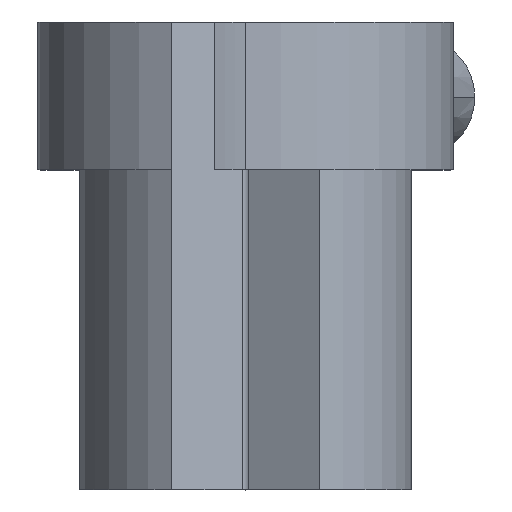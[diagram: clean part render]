
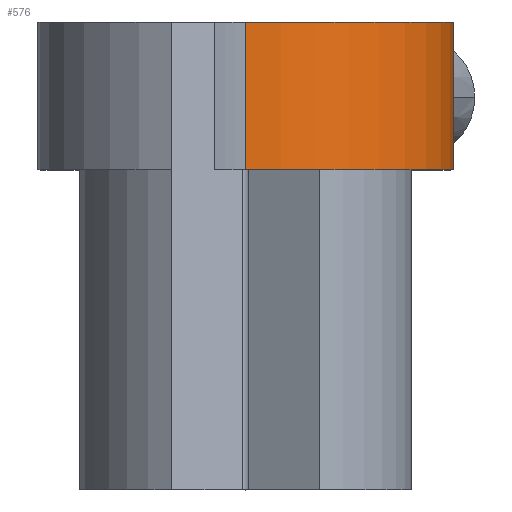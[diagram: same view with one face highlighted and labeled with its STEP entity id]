
A CAD part, top view. The second image highlights one B-rep face of the part: STEP entity #576.
In plain terms, the highlighted cylindrical face has radius 16.92 mm (diameter 33.84 mm), a partial arc.
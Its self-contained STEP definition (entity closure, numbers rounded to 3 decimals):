
#438 = ORIENTED_EDGE ( 'NONE', *, *, #446, .T. ) ;
#440 = VERTEX_POINT ( 'NONE', #1062 ) ;
#441 = EDGE_CURVE ( 'NONE', #594, #586, #1061, .T. ) ;
#445 = ORIENTED_EDGE ( 'NONE', *, *, #592, .T. ) ;
#446 = EDGE_CURVE ( 'NONE', #447, #440, #1050, .T. ) ;
#447 = VERTEX_POINT ( 'NONE', #1045 ) ;
#576 = ADVANCED_FACE ( 'NONE', ( #1231 ), #1230, .T. ) ;
#581 = ORIENTED_EDGE ( 'NONE', *, *, #582, .F. ) ;
#582 = EDGE_CURVE ( 'NONE', #447, #594, #1219, .T. ) ;
#583 = EDGE_LOOP ( 'NONE', ( #438, #445, #593, #581 ) ) ;
#586 = VERTEX_POINT ( 'NONE', #1203 ) ;
#592 = EDGE_CURVE ( 'NONE', #440, #586, #1296, .T. ) ;
#593 = ORIENTED_EDGE ( 'NONE', *, *, #441, .F. ) ;
#594 = VERTEX_POINT ( 'NONE', #1292 ) ;
#1045 = CARTESIAN_POINT ( 'NONE',  ( 0., 25.999, 16.92 ) ) ;
#1046 = DIRECTION ( 'NONE',  ( 0., 0., 1. ) ) ;
#1047 = DIRECTION ( 'NONE',  ( 0., 1., 0. ) ) ;
#1048 = CARTESIAN_POINT ( 'NONE',  ( 0., 25.999, 0. ) ) ;
#1049 = AXIS2_PLACEMENT_3D ( 'NONE', #1048, #1047, #1046 ) ;
#1050 = CIRCLE ( 'NONE', #1049, 16.92 ) ;
#1057 = DIRECTION ( 'NONE',  ( 0., 0., 1. ) ) ;
#1058 = DIRECTION ( 'NONE',  ( 0., 1., 0. ) ) ;
#1059 = CARTESIAN_POINT ( 'NONE',  ( 0., 37.999, 0. ) ) ;
#1060 = AXIS2_PLACEMENT_3D ( 'NONE', #1059, #1058, #1057 ) ;
#1061 = CIRCLE ( 'NONE', #1060, 16.92 ) ;
#1062 = CARTESIAN_POINT ( 'NONE',  ( 0., 25.999, -16.92 ) ) ;
#1203 = CARTESIAN_POINT ( 'NONE',  ( 0., 37.999, -16.92 ) ) ;
#1216 = DIRECTION ( 'NONE',  ( 0., 1., 0. ) ) ;
#1217 = VECTOR ( 'NONE', #1216, 1000. ) ;
#1218 = CARTESIAN_POINT ( 'NONE',  ( 0., 25.999, 16.92 ) ) ;
#1219 = LINE ( 'NONE', #1218, #1217 ) ;
#1226 = DIRECTION ( 'NONE',  ( 0., 0., 1. ) ) ;
#1227 = DIRECTION ( 'NONE',  ( 0., 1., 0. ) ) ;
#1228 = CARTESIAN_POINT ( 'NONE',  ( 0., 25.999, 0. ) ) ;
#1229 = AXIS2_PLACEMENT_3D ( 'NONE', #1228, #1227, #1226 ) ;
#1230 = CYLINDRICAL_SURFACE ( 'NONE', #1229, 16.92 ) ;
#1231 = FACE_OUTER_BOUND ( 'NONE', #583, .T. ) ;
#1292 = CARTESIAN_POINT ( 'NONE',  ( 0., 37.999, 16.92 ) ) ;
#1293 = DIRECTION ( 'NONE',  ( 0., 1., 0. ) ) ;
#1294 = VECTOR ( 'NONE', #1293, 1000. ) ;
#1295 = CARTESIAN_POINT ( 'NONE',  ( 0., 25.999, -16.92 ) ) ;
#1296 = LINE ( 'NONE', #1295, #1294 ) ;
